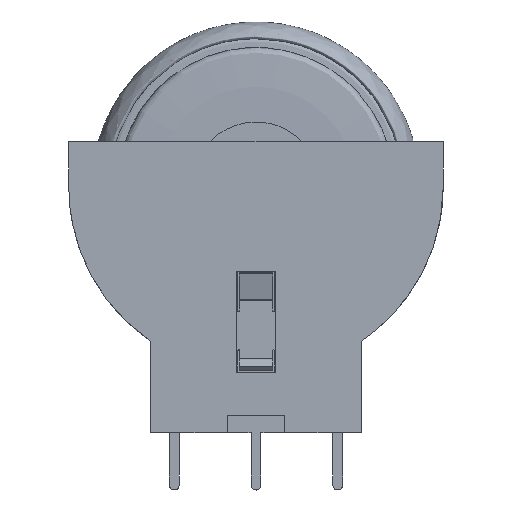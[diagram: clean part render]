
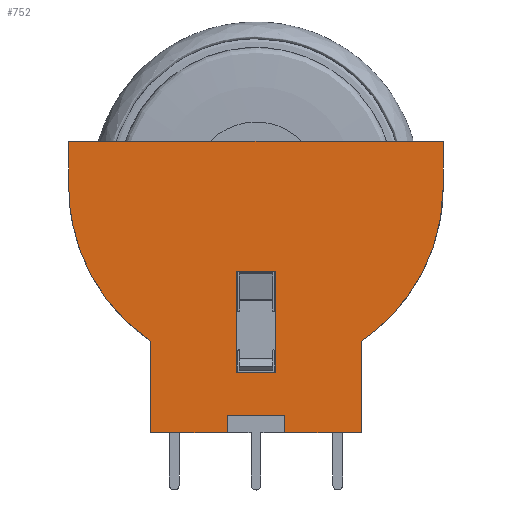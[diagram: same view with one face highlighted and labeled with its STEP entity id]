
A CAD part, front view. The second image highlights one B-rep face of the part: STEP entity #752.
In plain terms, the highlighted planar face has unit normal (0, -1, 0).
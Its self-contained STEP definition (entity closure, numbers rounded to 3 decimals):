
#138=FACE_BOUND('',#1236,.T.);
#158=PLANE('',#5098);
#752=ADVANCED_FACE('',(#977,#138),#158,.T.);
#977=FACE_OUTER_BOUND('',#1235,.T.);
#1235=EDGE_LOOP('',(#2218,#2219,#2220,#2221,#2222,#2223,#2224,#2225,#2226,
#2227,#2228,#2229));
#1236=EDGE_LOOP('',(#2230,#2231,#2232,#2233));
#2218=ORIENTED_EDGE('',*,*,#3314,.F.);
#2219=ORIENTED_EDGE('',*,*,#3315,.F.);
#2220=ORIENTED_EDGE('',*,*,#3301,.F.);
#2221=ORIENTED_EDGE('',*,*,#3316,.F.);
#2222=ORIENTED_EDGE('',*,*,#3368,.F.);
#2223=ORIENTED_EDGE('',*,*,#3317,.F.);
#2224=ORIENTED_EDGE('',*,*,#3289,.F.);
#2225=ORIENTED_EDGE('',*,*,#3285,.F.);
#2226=ORIENTED_EDGE('',*,*,#3309,.F.);
#2227=ORIENTED_EDGE('',*,*,#3306,.F.);
#2228=ORIENTED_EDGE('',*,*,#3294,.F.);
#2229=ORIENTED_EDGE('',*,*,#3318,.F.);
#2230=ORIENTED_EDGE('',*,*,#3311,.F.);
#2231=ORIENTED_EDGE('',*,*,#3312,.F.);
#2232=ORIENTED_EDGE('',*,*,#3313,.F.);
#2233=ORIENTED_EDGE('',*,*,#3310,.F.);
#3285=EDGE_CURVE('',#4863,#4864,#3968,.T.);
#3289=EDGE_CURVE('',#4864,#4867,#3972,.T.);
#3294=EDGE_CURVE('',#4871,#4872,#3977,.T.);
#3301=EDGE_CURVE('',#4877,#4878,#3984,.T.);
#3306=EDGE_CURVE('',#4872,#4882,#3989,.T.);
#3309=EDGE_CURVE('',#4882,#4863,#4317,.T.);
#3310=EDGE_CURVE('',#4883,#4884,#3991,.T.);
#3311=EDGE_CURVE('',#4885,#4883,#3992,.T.);
#3312=EDGE_CURVE('',#4886,#4885,#3993,.T.);
#3313=EDGE_CURVE('',#4884,#4886,#3994,.T.);
#3314=EDGE_CURVE('',#4887,#4888,#3995,.T.);
#3315=EDGE_CURVE('',#4878,#4887,#3996,.T.);
#3316=EDGE_CURVE('',#4889,#4877,#3997,.T.);
#3317=EDGE_CURVE('',#4867,#4890,#3998,.T.);
#3318=EDGE_CURVE('',#4888,#4871,#3999,.T.);
#3368=EDGE_CURVE('',#4890,#4889,#4325,.T.);
#3968=B_SPLINE_CURVE_WITH_KNOTS('',1,(#19127,#19128),.UNSPECIFIED.,.F.,
 .F.,(2,2),(0.,2.75),.UNSPECIFIED.);
#3972=B_SPLINE_CURVE_WITH_KNOTS('',1,(#19135,#19136),.UNSPECIFIED.,.F.,
 .F.,(2,2),(0.,22.9),.UNSPECIFIED.);
#3977=B_SPLINE_CURVE_WITH_KNOTS('',1,(#19145,#19146),.UNSPECIFIED.,.F.,
 .F.,(2,2),(0.,4.7),.UNSPECIFIED.);
#3984=B_SPLINE_CURVE_WITH_KNOTS('',1,(#19159,#19160),.UNSPECIFIED.,.F.,
 .F.,(2,2),(0.,4.7),.UNSPECIFIED.);
#3989=B_SPLINE_CURVE_WITH_KNOTS('',1,(#19169,#19170),.UNSPECIFIED.,.F.,
 .F.,(2,2),(0.,5.59),.UNSPECIFIED.);
#3991=B_SPLINE_CURVE_WITH_KNOTS('',1,(#19179,#19180),.UNSPECIFIED.,.F.,
 .F.,(2,2),(-6.181,0.),.UNSPECIFIED.);
#3992=B_SPLINE_CURVE_WITH_KNOTS('',1,(#19181,#19182),.UNSPECIFIED.,.F.,
 .F.,(2,2),(-2.4,0.),.UNSPECIFIED.);
#3993=B_SPLINE_CURVE_WITH_KNOTS('',1,(#19183,#19184),.UNSPECIFIED.,.F.,
 .F.,(2,2),(-6.181,0.),.UNSPECIFIED.);
#3994=B_SPLINE_CURVE_WITH_KNOTS('',1,(#19185,#19186),.UNSPECIFIED.,.F.,
 .F.,(2,2),(-2.4,0.),.UNSPECIFIED.);
#3995=B_SPLINE_CURVE_WITH_KNOTS('',1,(#19187,#19188),.UNSPECIFIED.,.F.,
 .F.,(2,2),(-3.5,0.),.UNSPECIFIED.);
#3996=B_SPLINE_CURVE_WITH_KNOTS('',1,(#19189,#19190),.UNSPECIFIED.,.F.,
 .F.,(2,2),(-1.069,0.),.UNSPECIFIED.);
#3997=B_SPLINE_CURVE_WITH_KNOTS('',1,(#19191,#19192),.UNSPECIFIED.,.F.,
 .F.,(2,2),(-5.59,0.),.UNSPECIFIED.);
#3998=B_SPLINE_CURVE_WITH_KNOTS('',1,(#19193,#19194),.UNSPECIFIED.,.F.,
 .F.,(2,2),(-2.75,0.),.UNSPECIFIED.);
#3999=B_SPLINE_CURVE_WITH_KNOTS('',1,(#19195,#19196),.UNSPECIFIED.,.F.,
 .F.,(2,2),(-1.069,0.),.UNSPECIFIED.);
#4317=(
BOUNDED_CURVE()
B_SPLINE_CURVE(2,(#19176,#19177,#19178),.UNSPECIFIED.,.F.,.F.)
B_SPLINE_CURVE_WITH_KNOTS((3,3),(0.,11.134),.UNSPECIFIED.)
CURVE()
GEOMETRIC_REPRESENTATION_ITEM()
RATIONAL_B_SPLINE_CURVE((1.,0.884,1.))
REPRESENTATION_ITEM('')
);
#4325=(
BOUNDED_CURVE()
B_SPLINE_CURVE(2,(#19304,#19305,#19306),.UNSPECIFIED.,.F.,.F.)
B_SPLINE_CURVE_WITH_KNOTS((3,3),(0.,11.134),.UNSPECIFIED.)
CURVE()
GEOMETRIC_REPRESENTATION_ITEM()
RATIONAL_B_SPLINE_CURVE((1.,0.884,1.))
REPRESENTATION_ITEM('')
);
#4863=VERTEX_POINT('',#19019);
#4864=VERTEX_POINT('',#19020);
#4867=VERTEX_POINT('',#19023);
#4871=VERTEX_POINT('',#19027);
#4872=VERTEX_POINT('',#19028);
#4877=VERTEX_POINT('',#19033);
#4878=VERTEX_POINT('',#19034);
#4882=VERTEX_POINT('',#19038);
#4883=VERTEX_POINT('',#19039);
#4884=VERTEX_POINT('',#19040);
#4885=VERTEX_POINT('',#19041);
#4886=VERTEX_POINT('',#19042);
#4887=VERTEX_POINT('',#19043);
#4888=VERTEX_POINT('',#19044);
#4889=VERTEX_POINT('',#19045);
#4890=VERTEX_POINT('',#19046);
#5098=AXIS2_PLACEMENT_3D('',#18908,#5189,$);
#5189=DIRECTION('',(0.,-1.,0.));
#18908=CARTESIAN_POINT('',(13.74,-2.9,19.59));
#19019=CARTESIAN_POINT('',(-11.45,-2.9,15.06));
#19020=CARTESIAN_POINT('',(-11.45,-2.9,17.81));
#19023=CARTESIAN_POINT('',(11.45,-2.9,17.81));
#19027=CARTESIAN_POINT('',(-1.75,-2.9,0.01));
#19028=CARTESIAN_POINT('',(-6.45,-2.9,0.01));
#19033=CARTESIAN_POINT('',(6.45,-2.9,0.01));
#19034=CARTESIAN_POINT('',(1.75,-2.9,0.01));
#19038=CARTESIAN_POINT('',(-6.45,-2.9,5.6));
#19039=CARTESIAN_POINT('',(1.2,-2.9,3.705));
#19040=CARTESIAN_POINT('',(1.2,-2.9,9.885));
#19041=CARTESIAN_POINT('',(-1.2,-2.9,3.705));
#19042=CARTESIAN_POINT('',(-1.2,-2.9,9.885));
#19043=CARTESIAN_POINT('',(1.75,-2.9,1.079));
#19044=CARTESIAN_POINT('',(-1.75,-2.9,1.079));
#19045=CARTESIAN_POINT('',(6.45,-2.9,5.6));
#19046=CARTESIAN_POINT('',(11.45,-2.9,15.06));
#19127=CARTESIAN_POINT('',(-11.45,-2.9,15.06));
#19128=CARTESIAN_POINT('',(-11.45,-2.9,17.81));
#19135=CARTESIAN_POINT('',(-11.45,-2.9,17.81));
#19136=CARTESIAN_POINT('',(11.45,-2.9,17.81));
#19145=CARTESIAN_POINT('',(-1.75,-2.9,0.01));
#19146=CARTESIAN_POINT('',(-6.45,-2.9,0.01));
#19159=CARTESIAN_POINT('',(6.45,-2.9,0.01));
#19160=CARTESIAN_POINT('',(1.75,-2.9,0.01));
#19169=CARTESIAN_POINT('',(-6.45,-2.9,0.01));
#19170=CARTESIAN_POINT('',(-6.45,-2.9,5.6));
#19176=CARTESIAN_POINT('',(-6.45,-2.9,5.6));
#19177=CARTESIAN_POINT('',(-11.45,-2.9,9.008));
#19178=CARTESIAN_POINT('',(-11.45,-2.9,15.06));
#19179=CARTESIAN_POINT('',(1.2,-2.9,3.705));
#19180=CARTESIAN_POINT('',(1.2,-2.9,9.885));
#19181=CARTESIAN_POINT('',(-1.2,-2.9,3.705));
#19182=CARTESIAN_POINT('',(1.2,-2.9,3.705));
#19183=CARTESIAN_POINT('',(-1.2,-2.9,9.885));
#19184=CARTESIAN_POINT('',(-1.2,-2.9,3.705));
#19185=CARTESIAN_POINT('',(1.2,-2.9,9.885));
#19186=CARTESIAN_POINT('',(-1.2,-2.9,9.885));
#19187=CARTESIAN_POINT('',(1.75,-2.9,1.079));
#19188=CARTESIAN_POINT('',(-1.75,-2.9,1.079));
#19189=CARTESIAN_POINT('',(1.75,-2.9,0.01));
#19190=CARTESIAN_POINT('',(1.75,-2.9,1.079));
#19191=CARTESIAN_POINT('',(6.45,-2.9,5.6));
#19192=CARTESIAN_POINT('',(6.45,-2.9,0.01));
#19193=CARTESIAN_POINT('',(11.45,-2.9,17.81));
#19194=CARTESIAN_POINT('',(11.45,-2.9,15.06));
#19195=CARTESIAN_POINT('',(-1.75,-2.9,1.079));
#19196=CARTESIAN_POINT('',(-1.75,-2.9,0.01));
#19304=CARTESIAN_POINT('',(11.45,-2.9,15.06));
#19305=CARTESIAN_POINT('',(11.45,-2.9,9.008));
#19306=CARTESIAN_POINT('',(6.45,-2.9,5.6));
